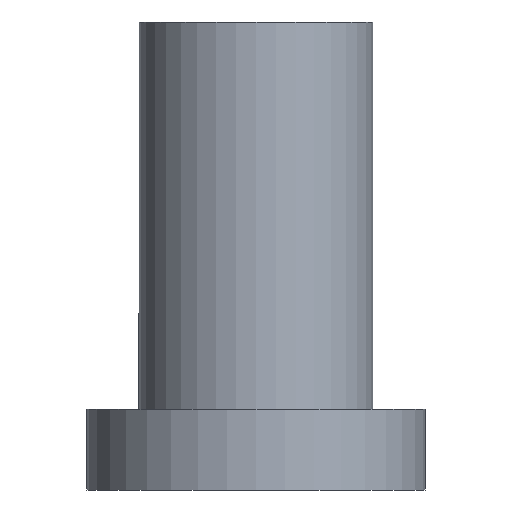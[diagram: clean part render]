
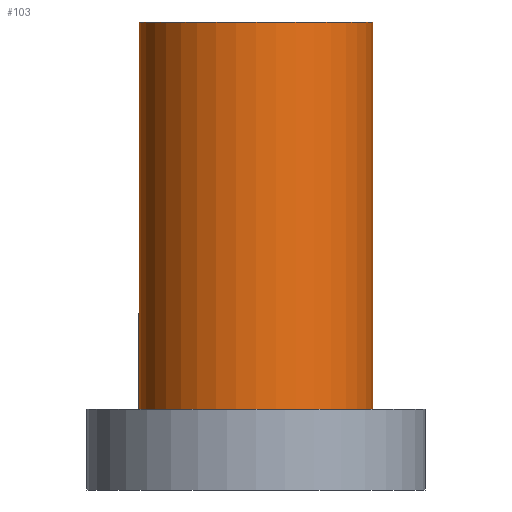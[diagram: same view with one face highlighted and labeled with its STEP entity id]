
A CAD part, front view. The second image highlights one B-rep face of the part: STEP entity #103.
In plain terms, the highlighted cylindrical face has radius 1.1 mm (diameter 2.2 mm), a partial arc.
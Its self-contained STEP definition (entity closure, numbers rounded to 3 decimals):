
#8 = CARTESIAN_POINT ( 'NONE',  ( 0., 0., 1.572 ) ) ;
#30 = DIRECTION ( 'NONE',  ( 0., 0., 1. ) ) ;
#41 = CIRCLE ( 'NONE', #102, 1.1 ) ;
#43 = AXIS2_PLACEMENT_3D ( 'NONE', #8, #97, #232 ) ;
#47 = EDGE_CURVE ( 'NONE', #54, #268, #420, .T. ) ;
#54 = VERTEX_POINT ( 'NONE', #317 ) ;
#65 = LINE ( 'NONE', #218, #80 ) ;
#80 = VECTOR ( 'NONE', #30, 1000. ) ;
#83 = CARTESIAN_POINT ( 'NONE',  ( 1.1, 0., 0.76 ) ) ;
#93 = DIRECTION ( 'NONE',  ( 1., 0., 0. ) ) ;
#97 = DIRECTION ( 'NONE',  ( 0., 0., 1. ) ) ;
#102 = AXIS2_PLACEMENT_3D ( 'NONE', #197, #297, #333 ) ;
#103 = ADVANCED_FACE ( 'NONE', ( #378 ), #313, .T. ) ;
#110 = ORIENTED_EDGE ( 'NONE', *, *, #173, .F. ) ;
#123 = VERTEX_POINT ( 'NONE', #209 ) ;
#141 = VECTOR ( 'NONE', #155, 1000. ) ;
#146 = AXIS2_PLACEMENT_3D ( 'NONE', #189, #217, #93 ) ;
#153 = VERTEX_POINT ( 'NONE', #83 ) ;
#155 = DIRECTION ( 'NONE',  ( 0., 0., 1. ) ) ;
#173 = EDGE_CURVE ( 'NONE', #268, #123, #41, .T. ) ;
#189 = CARTESIAN_POINT ( 'NONE',  ( 0., 0., 0.76 ) ) ;
#197 = CARTESIAN_POINT ( 'NONE',  ( 0., 0., 4.4 ) ) ;
#201 = EDGE_CURVE ( 'NONE', #54, #153, #278, .T. ) ;
#209 = CARTESIAN_POINT ( 'NONE',  ( 1.1, 0., 4.4 ) ) ;
#217 = DIRECTION ( 'NONE',  ( 0., 0., 1. ) ) ;
#218 = CARTESIAN_POINT ( 'NONE',  ( 1.1, 0., 1.572 ) ) ;
#225 = CARTESIAN_POINT ( 'NONE',  ( -1.1, 0., 4.4 ) ) ;
#232 = DIRECTION ( 'NONE',  ( 1., 0., 0. ) ) ;
#243 = ORIENTED_EDGE ( 'NONE', *, *, #201, .T. ) ;
#268 = VERTEX_POINT ( 'NONE', #225 ) ;
#278 = CIRCLE ( 'NONE', #146, 1.1 ) ;
#297 = DIRECTION ( 'NONE',  ( 0., 0., 1. ) ) ;
#313 = CYLINDRICAL_SURFACE ( 'NONE', #43, 1.1 ) ;
#317 = CARTESIAN_POINT ( 'NONE',  ( -1.1, 0., 0.76 ) ) ;
#333 = DIRECTION ( 'NONE',  ( 1., 0., 0. ) ) ;
#350 = ORIENTED_EDGE ( 'NONE', *, *, #375, .T. ) ;
#373 = ORIENTED_EDGE ( 'NONE', *, *, #47, .F. ) ;
#375 = EDGE_CURVE ( 'NONE', #153, #123, #65, .T. ) ;
#378 = FACE_OUTER_BOUND ( 'NONE', #417, .T. ) ;
#383 = CARTESIAN_POINT ( 'NONE',  ( -1.1, 0., 1.572 ) ) ;
#417 = EDGE_LOOP ( 'NONE', ( #373, #243, #350, #110 ) ) ;
#420 = LINE ( 'NONE', #383, #141 ) ;
